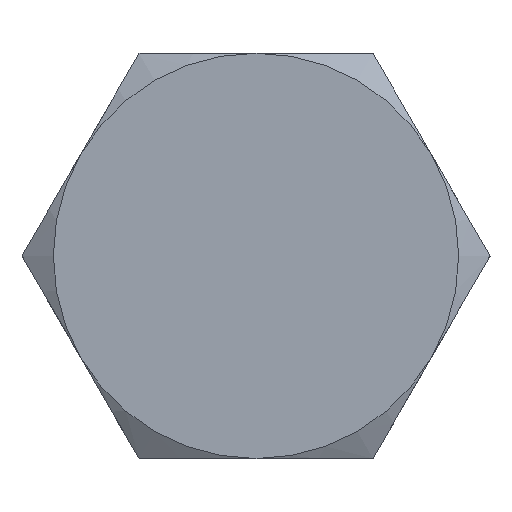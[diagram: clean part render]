
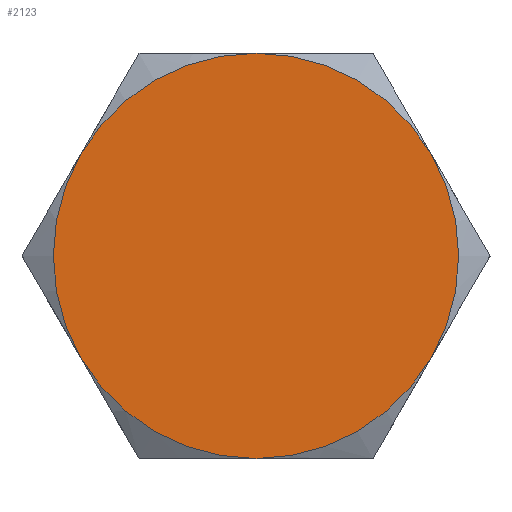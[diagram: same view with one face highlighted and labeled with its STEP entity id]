
A CAD part, top view. The second image highlights one B-rep face of the part: STEP entity #2123.
In plain terms, the highlighted planar face has unit normal (0, 0, 1).
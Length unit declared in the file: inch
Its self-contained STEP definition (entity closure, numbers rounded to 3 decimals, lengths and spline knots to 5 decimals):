
#1505=CARTESIAN_POINT('',(-0.37889,0.21875,0.732));
#1506=VERTEX_POINT('',#1505);
#1559=CARTESIAN_POINT('',(0.37889,0.21875,0.732));
#1560=VERTEX_POINT('',#1559);
#1613=CARTESIAN_POINT('',(-0.37889,-0.21875,0.732));
#1614=VERTEX_POINT('',#1613);
#1660=CARTESIAN_POINT('',(0.,-0.4375,0.732));
#1661=VERTEX_POINT('',#1660);
#1698=CARTESIAN_POINT('',(0.37889,-0.21875,0.732));
#1699=VERTEX_POINT('',#1698);
#1700=CARTESIAN_POINT('',(0.,0.0,0.732));
#1701=DIRECTION('',(0.0,0.0,1.0));
#1702=DIRECTION('',(-1.0,0.0,0.0));
#1703=AXIS2_PLACEMENT_3D('',#1700,#1701,#1702);
#1704=CIRCLE('',#1703,0.4375);
#1705=EDGE_CURVE('',#1699,#1560,#1704,.T.);
#1742=CARTESIAN_POINT('',(0.,0.0,0.732));
#1743=DIRECTION('',(0.0,0.0,1.0));
#1744=DIRECTION('',(-1.0,0.0,0.0));
#1745=AXIS2_PLACEMENT_3D('',#1742,#1743,#1744);
#1746=CIRCLE('',#1745,0.4375);
#1747=EDGE_CURVE('',#1661,#1699,#1746,.T.);
#1757=CARTESIAN_POINT('',(0.,0.4375,0.732));
#1758=VERTEX_POINT('',#1757);
#1772=CARTESIAN_POINT('',(0.,0.0,0.732));
#1773=DIRECTION('',(0.0,0.0,1.0));
#1774=DIRECTION('',(-1.0,0.0,0.0));
#1775=AXIS2_PLACEMENT_3D('',#1772,#1773,#1774);
#1776=CIRCLE('',#1775,0.4375);
#1777=EDGE_CURVE('',#1560,#1758,#1776,.T.);
#1790=CARTESIAN_POINT('',(0.,0.0,0.732));
#1791=DIRECTION('',(0.0,0.0,1.0));
#1792=DIRECTION('',(-1.0,0.0,0.0));
#1793=AXIS2_PLACEMENT_3D('',#1790,#1791,#1792);
#1794=CIRCLE('',#1793,0.4375);
#1795=EDGE_CURVE('',#1614,#1661,#1794,.T.);
#1806=CARTESIAN_POINT('',(0.,0.0,0.732));
#1807=DIRECTION('',(0.0,0.0,1.0));
#1808=DIRECTION('',(-1.0,0.0,0.0));
#1809=AXIS2_PLACEMENT_3D('',#1806,#1807,#1808);
#1810=CIRCLE('',#1809,0.4375);
#1811=EDGE_CURVE('',#1758,#1506,#1810,.T.);
#1835=CARTESIAN_POINT('',(0.,0.0,0.732));
#1836=DIRECTION('',(0.0,0.0,1.0));
#1837=DIRECTION('',(-1.0,0.0,0.0));
#1838=AXIS2_PLACEMENT_3D('',#1835,#1836,#1837);
#1839=CIRCLE('',#1838,0.4375);
#1840=EDGE_CURVE('',#1506,#1614,#1839,.T.);
#2110=CARTESIAN_POINT('',(0.,0.,0.732));
#2111=DIRECTION('',(0.0,0.0,1.0));
#2112=DIRECTION('',(1.0,0.0,0.0));
#2113=AXIS2_PLACEMENT_3D('',#2110,#2111,#2112);
#2114=PLANE('',#2113);
#2115=ORIENTED_EDGE('',*,*,#1705,.T.);
#2116=ORIENTED_EDGE('',*,*,#1777,.T.);
#2117=ORIENTED_EDGE('',*,*,#1811,.T.);
#2118=ORIENTED_EDGE('',*,*,#1840,.T.);
#2119=ORIENTED_EDGE('',*,*,#1795,.T.);
#2120=ORIENTED_EDGE('',*,*,#1747,.T.);
#2121=EDGE_LOOP('',(#2115,#2116,#2117,#2118,#2119,#2120));
#2122=FACE_OUTER_BOUND('',#2121,.T.);
#2123=ADVANCED_FACE('',(#2122),#2114,.T.);
